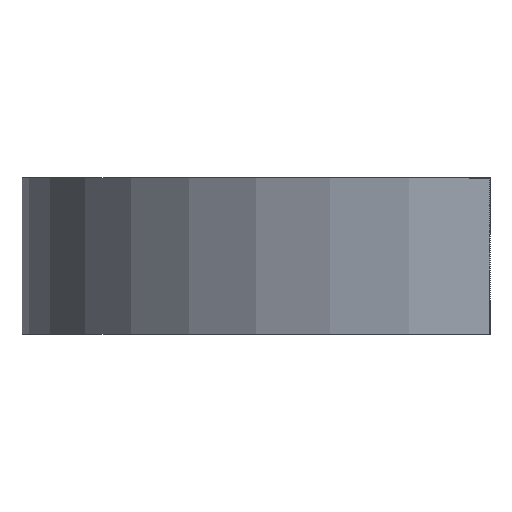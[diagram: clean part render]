
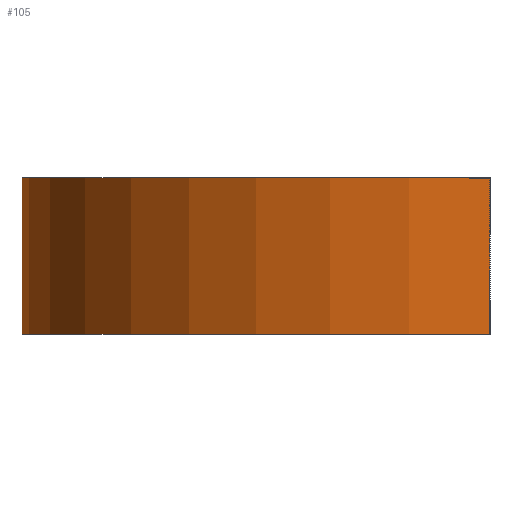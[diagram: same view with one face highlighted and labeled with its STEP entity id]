
A CAD part, left-side view. The second image highlights one B-rep face of the part: STEP entity #105.
In plain terms, the highlighted cylindrical face has radius 45 mm (diameter 90 mm), a partial arc.
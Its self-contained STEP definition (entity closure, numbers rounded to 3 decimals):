
#1 = CARTESIAN_POINT ( 'NONE',  ( 0., -45., -7.5 ) ) ;
#3 = VERTEX_POINT ( 'NONE', #95 ) ;
#5 = VECTOR ( 'NONE', #158, 1000. ) ;
#8 = DIRECTION ( 'NONE',  ( 0., 0., 1. ) ) ;
#21 = DIRECTION ( 'NONE',  ( 0., 0., 1. ) ) ;
#25 = VERTEX_POINT ( 'NONE', #230 ) ;
#44 = LINE ( 'NONE', #133, #176 ) ;
#45 = DIRECTION ( 'NONE',  ( 0., -1., 0. ) ) ;
#52 = LINE ( 'NONE', #185, #5 ) ;
#58 = ORIENTED_EDGE ( 'NONE', *, *, #129, .F. ) ;
#66 = CARTESIAN_POINT ( 'NONE',  ( 0., 0., -7.5 ) ) ;
#69 = ORIENTED_EDGE ( 'NONE', *, *, #202, .T. ) ;
#83 = AXIS2_PLACEMENT_3D ( 'NONE', #66, #8, #45 ) ;
#84 = DIRECTION ( 'NONE',  ( 0., 0., 1. ) ) ;
#95 = CARTESIAN_POINT ( 'NONE',  ( 0., -45., 7.5 ) ) ;
#101 = CIRCLE ( 'NONE', #122, 45. ) ;
#105 = ADVANCED_FACE ( 'NONE', ( #173 ), #177, .T. ) ;
#115 = CARTESIAN_POINT ( 'NONE',  ( 0., 0., 210. ) ) ;
#122 = AXIS2_PLACEMENT_3D ( 'NONE', #188, #234, #136 ) ;
#129 = EDGE_CURVE ( 'NONE', #210, #25, #44, .T. ) ;
#133 = CARTESIAN_POINT ( 'NONE',  ( 0., 45., 210. ) ) ;
#135 = VERTEX_POINT ( 'NONE', #1 ) ;
#136 = DIRECTION ( 'NONE',  ( 0., -1., 0. ) ) ;
#147 = DIRECTION ( 'NONE',  ( 0., -1., 0. ) ) ;
#151 = CARTESIAN_POINT ( 'NONE',  ( 0., 45., -7.5 ) ) ;
#158 = DIRECTION ( 'NONE',  ( 0., 0., -1. ) ) ;
#173 = FACE_OUTER_BOUND ( 'NONE', #240, .T. ) ;
#176 = VECTOR ( 'NONE', #21, 1000. ) ;
#177 = CYLINDRICAL_SURFACE ( 'NONE', #209, 45. ) ;
#180 = EDGE_CURVE ( 'NONE', #3, #135, #52, .T. ) ;
#185 = CARTESIAN_POINT ( 'NONE',  ( 0., -45., 210. ) ) ;
#188 = CARTESIAN_POINT ( 'NONE',  ( 0., 0., 7.5 ) ) ;
#202 = EDGE_CURVE ( 'NONE', #210, #135, #203, .T. ) ;
#203 = CIRCLE ( 'NONE', #83, 45. ) ;
#209 = AXIS2_PLACEMENT_3D ( 'NONE', #115, #84, #147 ) ;
#210 = VERTEX_POINT ( 'NONE', #151 ) ;
#216 = EDGE_CURVE ( 'NONE', #25, #3, #101, .T. ) ;
#218 = ORIENTED_EDGE ( 'NONE', *, *, #180, .F. ) ;
#230 = CARTESIAN_POINT ( 'NONE',  ( 0., 45., 7.5 ) ) ;
#234 = DIRECTION ( 'NONE',  ( 0., 0., 1. ) ) ;
#239 = ORIENTED_EDGE ( 'NONE', *, *, #216, .F. ) ;
#240 = EDGE_LOOP ( 'NONE', ( #218, #239, #58, #69 ) ) ;
